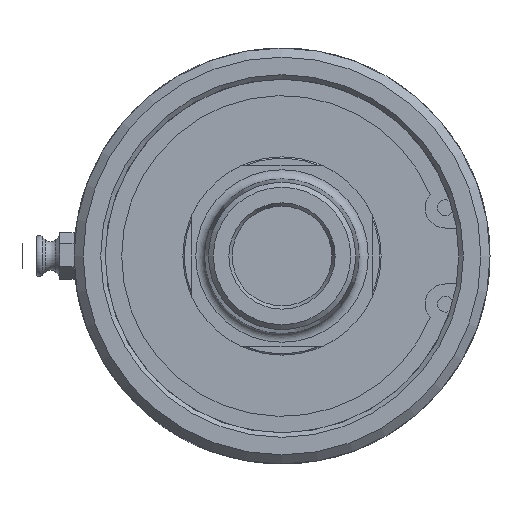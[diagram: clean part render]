
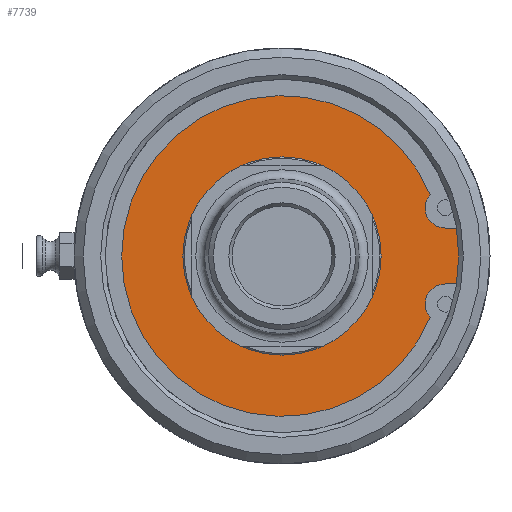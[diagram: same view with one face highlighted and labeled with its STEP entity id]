
A CAD part, left-side view. The second image highlights one B-rep face of the part: STEP entity #7739.
In plain terms, the highlighted planar face has unit normal (-1, 0, 0).
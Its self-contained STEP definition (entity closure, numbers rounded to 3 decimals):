
#107=FACE_BOUND('',#2655,.T.);
#457=LINE('',#20088,#849);
#462=LINE('',#20102,#854);
#849=VECTOR('',#9297,10.);
#854=VECTOR('',#9304,10.);
#2183=FACE_OUTER_BOUND('',#2654,.T.);
#2654=EDGE_LOOP('',(#6809,#6810,#6811,#6812,#6813,#6814));
#2655=EDGE_LOOP('',(#6815,#6816));
#2920=CIRCLE('',#8163,3.556);
#2922=CIRCLE('',#8166,28.142);
#2924=CIRCLE('',#8169,3.556);
#2931=CIRCLE('',#8181,33.45);
#2932=CIRCLE('',#8184,17.4);
#2933=CIRCLE('',#8185,17.4);
#3643=VERTEX_POINT('',#20085);
#3644=VERTEX_POINT('',#20087);
#3648=VERTEX_POINT('',#20099);
#3649=VERTEX_POINT('',#20101);
#3650=VERTEX_POINT('',#20105);
#3652=VERTEX_POINT('',#20111);
#3655=VERTEX_POINT('',#20133);
#3656=VERTEX_POINT('',#20134);
#4716=EDGE_CURVE('',#3644,#3643,#457,.T.);
#4722=EDGE_CURVE('',#3649,#3648,#462,.T.);
#4724=EDGE_CURVE('',#3648,#3650,#2920,.T.);
#4727=EDGE_CURVE('',#3650,#3652,#2922,.T.);
#4730=EDGE_CURVE('',#3652,#3644,#2924,.T.);
#4737=EDGE_CURVE('',#3643,#3649,#2931,.T.);
#4738=EDGE_CURVE('',#3655,#3656,#2932,.T.);
#4739=EDGE_CURVE('',#3656,#3655,#2933,.T.);
#6809=ORIENTED_EDGE('',*,*,#4722,.T.);
#6810=ORIENTED_EDGE('',*,*,#4724,.T.);
#6811=ORIENTED_EDGE('',*,*,#4727,.T.);
#6812=ORIENTED_EDGE('',*,*,#4730,.T.);
#6813=ORIENTED_EDGE('',*,*,#4716,.T.);
#6814=ORIENTED_EDGE('',*,*,#4737,.T.);
#6815=ORIENTED_EDGE('',*,*,#4738,.T.);
#6816=ORIENTED_EDGE('',*,*,#4739,.T.);
#7371=PLANE('',#8183);
#7739=ADVANCED_FACE('',(#2183,#107),#7371,.F.);
#8163=AXIS2_PLACEMENT_3D('',#20106,#9308,#9309);
#8166=AXIS2_PLACEMENT_3D('',#20112,#9315,#9316);
#8169=AXIS2_PLACEMENT_3D('',#20117,#9322,#9323);
#8181=AXIS2_PLACEMENT_3D('',#20130,#9346,#9347);
#8183=AXIS2_PLACEMENT_3D('',#20132,#9350,#9351);
#8184=AXIS2_PLACEMENT_3D('',#20135,#9352,#9353);
#8185=AXIS2_PLACEMENT_3D('',#20136,#9354,#9355);
#9297=DIRECTION('',(0.,-1.,0.));
#9304=DIRECTION('',(0.,1.,0.));
#9308=DIRECTION('center_axis',(1.,0.,0.));
#9309=DIRECTION('ref_axis',(0.,0.754,0.657));
#9315=DIRECTION('center_axis',(-1.,0.,0.));
#9316=DIRECTION('ref_axis',(0.,0.924,-0.384));
#9322=DIRECTION('center_axis',(1.,0.,0.));
#9323=DIRECTION('ref_axis',(0.,0.,1.));
#9346=DIRECTION('center_axis',(-1.,0.,0.));
#9347=DIRECTION('ref_axis',(0.,1.,0.));
#9350=DIRECTION('center_axis',(1.,0.,0.));
#9351=DIRECTION('ref_axis',(0.,0.,-1.));
#9352=DIRECTION('center_axis',(1.,0.,0.));
#9353=DIRECTION('ref_axis',(0.,1.,0.));
#9354=DIRECTION('center_axis',(1.,0.,0.));
#9355=DIRECTION('ref_axis',(0.,1.,0.));
#20085=CARTESIAN_POINT('',(6.08,-33.089,-4.902));
#20087=CARTESIAN_POINT('',(6.08,-28.672,-4.902));
#20088=CARTESIAN_POINT('',(6.08,-8.182,-4.902));
#20099=CARTESIAN_POINT('',(6.08,-28.672,4.902));
#20101=CARTESIAN_POINT('',(6.08,-33.089,4.902));
#20102=CARTESIAN_POINT('',(6.08,-5.974,4.902));
#20105=CARTESIAN_POINT('',(6.08,-25.99,10.793));
#20106=CARTESIAN_POINT('Origin',(6.08,-28.672,8.458));
#20111=CARTESIAN_POINT('',(6.08,-25.99,-10.793));
#20112=CARTESIAN_POINT('Origin',(6.08,0.,0.));
#20117=CARTESIAN_POINT('Origin',(6.08,-28.672,-8.458));
#20130=CARTESIAN_POINT('Origin',(6.08,0.,0.));
#20132=CARTESIAN_POINT('Origin',(6.08,16.725,0.));
#20133=CARTESIAN_POINT('',(6.08,17.4,0.));
#20134=CARTESIAN_POINT('',(6.08,-17.4,0.));
#20135=CARTESIAN_POINT('Origin',(6.08,0.,0.));
#20136=CARTESIAN_POINT('Origin',(6.08,0.,0.));
